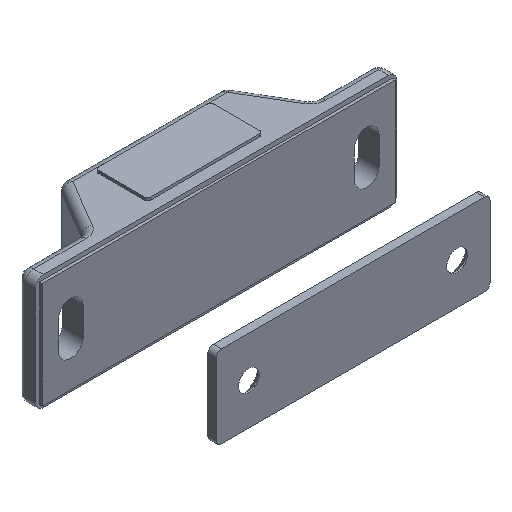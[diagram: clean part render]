
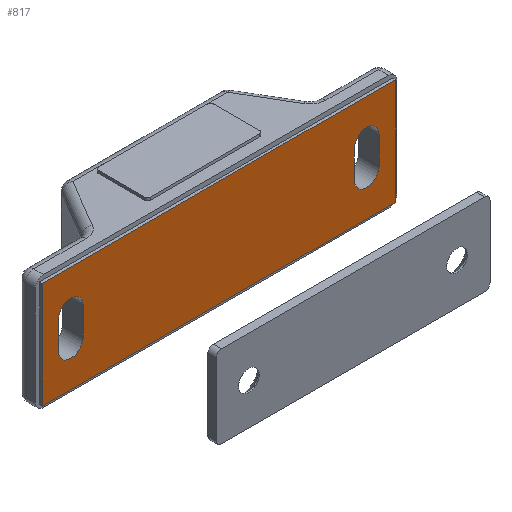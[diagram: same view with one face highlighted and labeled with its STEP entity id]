
A CAD part, isometric view. The second image highlights one B-rep face of the part: STEP entity #817.
In plain terms, the highlighted planar face has unit normal (0, -1, 0).
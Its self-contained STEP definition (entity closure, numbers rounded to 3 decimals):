
#14 = EDGE_CURVE ( 'NONE', #1663, #2519, #845, .T. ) ;
#20 = VERTEX_POINT ( 'NONE', #32 ) ;
#28 = EDGE_CURVE ( 'NONE', #57, #1528, #1336, .T. ) ;
#32 = CARTESIAN_POINT ( 'NONE',  ( 29.25, -0.5, 2.5 ) ) ;
#57 = VERTEX_POINT ( 'NONE', #2298 ) ;
#74 = VERTEX_POINT ( 'NONE', #1412 ) ;
#80 = DIRECTION ( 'NONE',  ( 0., 0., 1. ) ) ;
#196 = VERTEX_POINT ( 'NONE', #727 ) ;
#216 = DIRECTION ( 'NONE',  ( 0., 1., 0. ) ) ;
#240 = DIRECTION ( 'NONE',  ( 0., 1., 0. ) ) ;
#254 = VECTOR ( 'NONE', #947, 1000. ) ;
#291 = ORIENTED_EDGE ( 'NONE', *, *, #28, .T. ) ;
#305 = EDGE_CURVE ( 'NONE', #2519, #2608, #617, .T. ) ;
#307 = DIRECTION ( 'NONE',  ( 1., 0., 0. ) ) ;
#310 = ORIENTED_EDGE ( 'NONE', *, *, #399, .T. ) ;
#328 = VERTEX_POINT ( 'NONE', #1658 ) ;
#333 = DIRECTION ( 'NONE',  ( -1., 0., 0. ) ) ;
#349 = CARTESIAN_POINT ( 'NONE',  ( 32.2, -0.5, -9.7 ) ) ;
#369 = FACE_BOUND ( 'NONE', #1922, .T. ) ;
#385 = EDGE_CURVE ( 'NONE', #642, #57, #1834, .T. ) ;
#399 = EDGE_CURVE ( 'NONE', #328, #20, #2232, .T. ) ;
#439 = ORIENTED_EDGE ( 'NONE', *, *, #14, .T. ) ;
#455 = DIRECTION ( 'NONE',  ( 0., 0., 1. ) ) ;
#493 = EDGE_LOOP ( 'NONE', ( #672, #1343, #2421, #310 ) ) ;
#508 = CARTESIAN_POINT ( 'NONE',  ( -27., -0.5, -2.5 ) ) ;
#551 = DIRECTION ( 'NONE',  ( -1., 0., 0. ) ) ;
#568 = CARTESIAN_POINT ( 'NONE',  ( -32.2, -0.5, -9.7 ) ) ;
#596 = DIRECTION ( 'NONE',  ( 0., 1., 0. ) ) ;
#617 = LINE ( 'NONE', #349, #1996 ) ;
#642 = VERTEX_POINT ( 'NONE', #1283 ) ;
#672 = ORIENTED_EDGE ( 'NONE', *, *, #1269, .T. ) ;
#688 = VECTOR ( 'NONE', #689, 1000. ) ;
#689 = DIRECTION ( 'NONE',  ( -1., 0., 0. ) ) ;
#724 = CARTESIAN_POINT ( 'NONE',  ( -29.25, -0.5, -2.5 ) ) ;
#727 = CARTESIAN_POINT ( 'NONE',  ( -32.2, -0.5, 9.7 ) ) ;
#735 = ORIENTED_EDGE ( 'NONE', *, *, #305, .T. ) ;
#742 = VECTOR ( 'NONE', #307, 1000. ) ;
#755 = CARTESIAN_POINT ( 'NONE',  ( 27., -0.5, -2.5 ) ) ;
#771 = DIRECTION ( 'NONE',  ( 0., 0., -1. ) ) ;
#778 = CARTESIAN_POINT ( 'NONE',  ( -32.2, -0.5, -9.7 ) ) ;
#817 = ADVANCED_FACE ( 'NONE', ( #369, #1614, #1759 ), #1153, .F. ) ;
#825 = DIRECTION ( 'NONE',  ( 0., 1., 0. ) ) ;
#845 = LINE ( 'NONE', #568, #742 ) ;
#868 = EDGE_CURVE ( 'NONE', #882, #328, #1514, .T. ) ;
#870 = CARTESIAN_POINT ( 'NONE',  ( 0., -0.5, 0. ) ) ;
#882 = VERTEX_POINT ( 'NONE', #1721 ) ;
#947 = DIRECTION ( 'NONE',  ( 0., 0., 1. ) ) ;
#956 = CARTESIAN_POINT ( 'NONE',  ( -32.2, -0.5, 9.7 ) ) ;
#985 = VERTEX_POINT ( 'NONE', #1870 ) ;
#987 = LINE ( 'NONE', #724, #1274 ) ;
#1000 = EDGE_CURVE ( 'NONE', #74, #882, #1810, .T. ) ;
#1015 = VECTOR ( 'NONE', #771, 1000. ) ;
#1052 = CARTESIAN_POINT ( 'NONE',  ( -24.75, -0.5, -2.5 ) ) ;
#1104 = CARTESIAN_POINT ( 'NONE',  ( -27., -0.5, 2.5 ) ) ;
#1127 = ORIENTED_EDGE ( 'NONE', *, *, #1226, .T. ) ;
#1143 = CARTESIAN_POINT ( 'NONE',  ( 32.2, -0.5, 9.7 ) ) ;
#1150 = DIRECTION ( 'NONE',  ( 0., 0., -1. ) ) ;
#1153 = PLANE ( 'NONE',  #1828 ) ;
#1203 = EDGE_LOOP ( 'NONE', ( #735, #1371, #1127, #439 ) ) ;
#1226 = EDGE_CURVE ( 'NONE', #196, #1663, #1832, .T. ) ;
#1231 = CARTESIAN_POINT ( 'NONE',  ( 24.75, -0.5, -2.5 ) ) ;
#1233 = EDGE_CURVE ( 'NONE', #985, #642, #987, .T. ) ;
#1243 = LINE ( 'NONE', #956, #688 ) ;
#1267 = AXIS2_PLACEMENT_3D ( 'NONE', #755, #216, #2611 ) ;
#1269 = EDGE_CURVE ( 'NONE', #20, #74, #1704, .T. ) ;
#1274 = VECTOR ( 'NONE', #455, 1000. ) ;
#1281 = DIRECTION ( 'NONE',  ( 0., 0., -1. ) ) ;
#1283 = CARTESIAN_POINT ( 'NONE',  ( -29.25, -0.5, 2.5 ) ) ;
#1336 = LINE ( 'NONE', #1052, #1015 ) ;
#1338 = CARTESIAN_POINT ( 'NONE',  ( 32.2, -0.5, -9.7 ) ) ;
#1343 = ORIENTED_EDGE ( 'NONE', *, *, #1000, .T. ) ;
#1359 = AXIS2_PLACEMENT_3D ( 'NONE', #2139, #1872, #1591 ) ;
#1371 = ORIENTED_EDGE ( 'NONE', *, *, #1909, .T. ) ;
#1412 = CARTESIAN_POINT ( 'NONE',  ( 29.25, -0.5, -2.5 ) ) ;
#1425 = CARTESIAN_POINT ( 'NONE',  ( 29.25, -0.5, -2.5 ) ) ;
#1439 = ORIENTED_EDGE ( 'NONE', *, *, #385, .T. ) ;
#1514 = LINE ( 'NONE', #1231, #254 ) ;
#1528 = VERTEX_POINT ( 'NONE', #1881 ) ;
#1561 = CARTESIAN_POINT ( 'NONE',  ( -32.2, -0.5, -9.7 ) ) ;
#1591 = DIRECTION ( 'NONE',  ( -1., 0., 0. ) ) ;
#1614 = FACE_BOUND ( 'NONE', #493, .T. ) ;
#1658 = CARTESIAN_POINT ( 'NONE',  ( 24.75, -0.5, 2.5 ) ) ;
#1663 = VERTEX_POINT ( 'NONE', #778 ) ;
#1704 = LINE ( 'NONE', #1425, #1830 ) ;
#1708 = AXIS2_PLACEMENT_3D ( 'NONE', #1104, #825, #551 ) ;
#1721 = CARTESIAN_POINT ( 'NONE',  ( 24.75, -0.5, -2.5 ) ) ;
#1759 = FACE_OUTER_BOUND ( 'NONE', #1203, .T. ) ;
#1810 = CIRCLE ( 'NONE', #1267, 2.25 ) ;
#1828 = AXIS2_PLACEMENT_3D ( 'NONE', #870, #596, #333 ) ;
#1830 = VECTOR ( 'NONE', #1150, 1000. ) ;
#1832 = LINE ( 'NONE', #1561, #2450 ) ;
#1834 = CIRCLE ( 'NONE', #1708, 2.25 ) ;
#1870 = CARTESIAN_POINT ( 'NONE',  ( -29.25, -0.5, -2.5 ) ) ;
#1872 = DIRECTION ( 'NONE',  ( 0., 1., 0. ) ) ;
#1881 = CARTESIAN_POINT ( 'NONE',  ( -24.75, -0.5, -2.5 ) ) ;
#1909 = EDGE_CURVE ( 'NONE', #2608, #196, #1243, .T. ) ;
#1922 = EDGE_LOOP ( 'NONE', ( #291, #2142, #2625, #1439 ) ) ;
#1996 = VECTOR ( 'NONE', #80, 1000. ) ;
#2139 = CARTESIAN_POINT ( 'NONE',  ( 27., -0.5, 2.5 ) ) ;
#2142 = ORIENTED_EDGE ( 'NONE', *, *, #2521, .T. ) ;
#2232 = CIRCLE ( 'NONE', #1359, 2.25 ) ;
#2298 = CARTESIAN_POINT ( 'NONE',  ( -24.75, -0.5, 2.5 ) ) ;
#2421 = ORIENTED_EDGE ( 'NONE', *, *, #868, .T. ) ;
#2450 = VECTOR ( 'NONE', #1281, 1000. ) ;
#2519 = VERTEX_POINT ( 'NONE', #1338 ) ;
#2521 = EDGE_CURVE ( 'NONE', #1528, #985, #2567, .T. ) ;
#2567 = CIRCLE ( 'NONE', #2633, 2.25 ) ;
#2608 = VERTEX_POINT ( 'NONE', #1143 ) ;
#2611 = DIRECTION ( 'NONE',  ( -1., 0., 0. ) ) ;
#2625 = ORIENTED_EDGE ( 'NONE', *, *, #1233, .T. ) ;
#2631 = DIRECTION ( 'NONE',  ( -1., 0., 0. ) ) ;
#2633 = AXIS2_PLACEMENT_3D ( 'NONE', #508, #240, #2631 ) ;
